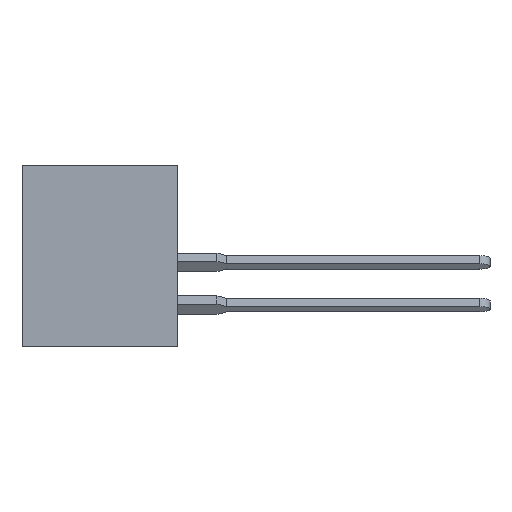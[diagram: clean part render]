
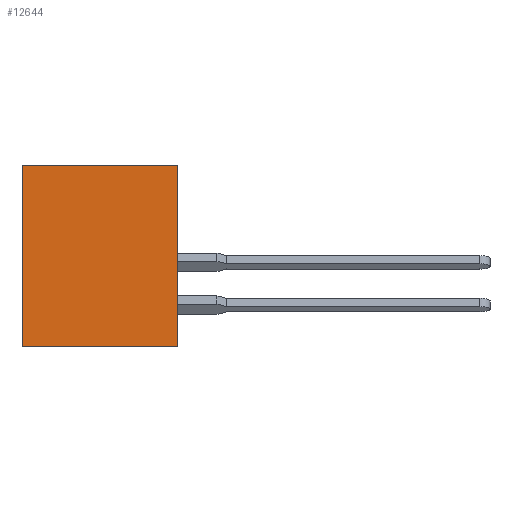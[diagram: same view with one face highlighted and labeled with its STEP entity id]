
A CAD part, left-side view. The second image highlights one B-rep face of the part: STEP entity #12644.
In plain terms, the highlighted planar face has unit normal (-1, 0, 0).
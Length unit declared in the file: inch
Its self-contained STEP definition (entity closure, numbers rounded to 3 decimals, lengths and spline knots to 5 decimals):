
#2 = CARTESIAN_POINT ( 'NONE',  ( 0., 0.453, -0.531 ) ) ;
#233 = AXIS2_PLACEMENT_3D ( 'NONE', #15146, #15085, #7845 ) ;
#1207 = VECTOR ( 'NONE', #2324, 39.37008 ) ;
#1449 = VECTOR ( 'NONE', #8949, 39.37008 ) ;
#1596 = EDGE_CURVE ( 'NONE', #13981, #10290, #9171, .T. ) ;
#2324 = DIRECTION ( 'NONE',  ( 0., 0., 1. ) ) ;
#2403 = CARTESIAN_POINT ( 'NONE',  ( 0., 0.453, -0.531 ) ) ;
#2489 = ORIENTED_EDGE ( 'NONE', *, *, #5418, .F. ) ;
#3157 = VECTOR ( 'NONE', #6041, 39.37008 ) ;
#4270 = CARTESIAN_POINT ( 'NONE',  ( 0., 0.453, 0. ) ) ;
#4273 = PLANE ( 'NONE',  #233 ) ;
#4416 = EDGE_CURVE ( 'NONE', #13647, #13981, #13155, .T. ) ;
#5288 = CARTESIAN_POINT ( 'NONE',  ( 0., 0.453, 0. ) ) ;
#5418 = EDGE_CURVE ( 'NONE', #8034, #10290, #15061, .T. ) ;
#6041 = DIRECTION ( 'NONE',  ( 0., -1., 0. ) ) ;
#6211 = EDGE_CURVE ( 'NONE', #13647, #8034, #11222, .T. ) ;
#7845 = DIRECTION ( 'NONE',  ( 0., 0., -1. ) ) ;
#7985 = EDGE_LOOP ( 'NONE', ( #12779, #2489, #8270, #10403 ) ) ;
#8034 = VERTEX_POINT ( 'NONE', #4270 ) ;
#8270 = ORIENTED_EDGE ( 'NONE', *, *, #6211, .F. ) ;
#8949 = DIRECTION ( 'NONE',  ( 0., -1., 0. ) ) ;
#9171 = LINE ( 'NONE', #11810, #13710 ) ;
#9390 = FACE_OUTER_BOUND ( 'NONE', #7985, .T. ) ;
#10290 = VERTEX_POINT ( 'NONE', #11988 ) ;
#10303 = CARTESIAN_POINT ( 'NONE',  ( 0., 0., -0.531 ) ) ;
#10403 = ORIENTED_EDGE ( 'NONE', *, *, #4416, .T. ) ;
#11222 = LINE ( 'NONE', #14507, #1207 ) ;
#11810 = CARTESIAN_POINT ( 'NONE',  ( 0., 0., 0. ) ) ;
#11988 = CARTESIAN_POINT ( 'NONE',  ( 0., 0., 0. ) ) ;
#12644 = ADVANCED_FACE ( 'NONE', ( #9390 ), #4273, .F. ) ;
#12779 = ORIENTED_EDGE ( 'NONE', *, *, #1596, .T. ) ;
#13155 = LINE ( 'NONE', #2403, #3157 ) ;
#13284 = DIRECTION ( 'NONE',  ( 0., 0., 1. ) ) ;
#13647 = VERTEX_POINT ( 'NONE', #2 ) ;
#13710 = VECTOR ( 'NONE', #13284, 39.37008 ) ;
#13981 = VERTEX_POINT ( 'NONE', #10303 ) ;
#14507 = CARTESIAN_POINT ( 'NONE',  ( 0., 0.453, 0. ) ) ;
#15061 = LINE ( 'NONE', #5288, #1449 ) ;
#15085 = DIRECTION ( 'NONE',  ( 1., 0., 0. ) ) ;
#15146 = CARTESIAN_POINT ( 'NONE',  ( 0., 0.453, 0. ) ) ;
